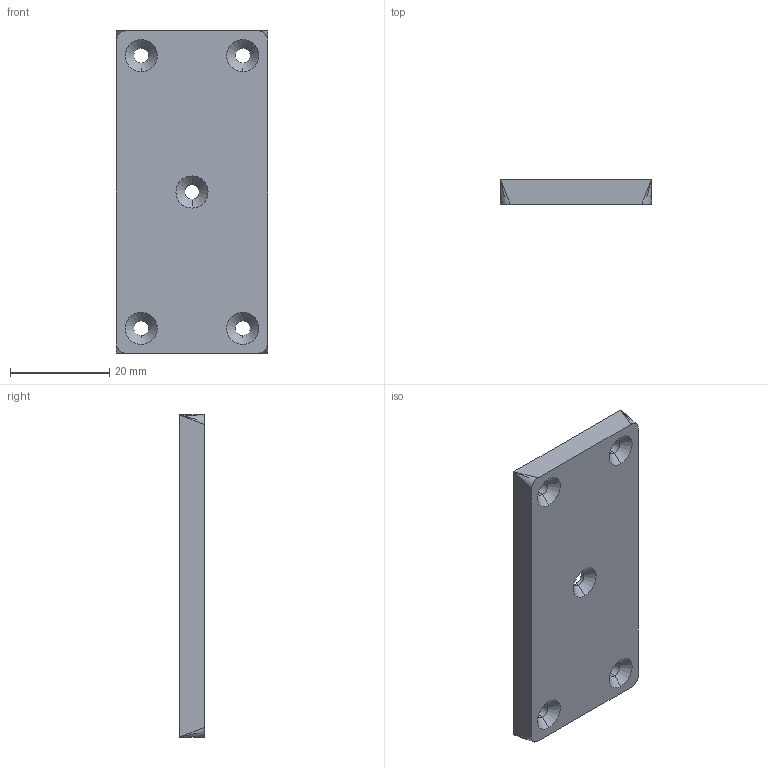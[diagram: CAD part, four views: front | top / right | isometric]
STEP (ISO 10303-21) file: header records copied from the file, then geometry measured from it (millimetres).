
FILE_DESCRIPTION (( 'STEP AP203' ), '1' );
FILE_NAME ('Foot Pad (1).STEP', '2024-07-11T18:30:33', ( '微软用户' ), ( '微软中国' ), 'SwSTEP 2.0', 'SolidWorks 2023', '' );
FILE_SCHEMA (( 'CONFIG_CONTROL_DESIGN' ));
Length unit declared in the file: millimetre
Products named in the file (1): Foot Pad (1)
Bounding box: 30.5 x 5 x 65 mm (x, y, z)
Volume: 5941.2 mm3; surface area: 5501.6 mm2
Topology: 1 solids, 1 shells, 41 faces, 104 edges, 62 vertices
Faces by surface type: cylinder 16, plane 11, cone 10, bspline 4
Entity records: 1441 total; most frequent: CARTESIAN_POINT 364, DIRECTION 214, ORIENTED_EDGE 200, EDGE_CURVE 100, AXIS2_PLACEMENT_3D 80, VERTEX_POINT 62, LINE 54, VECTOR 54
